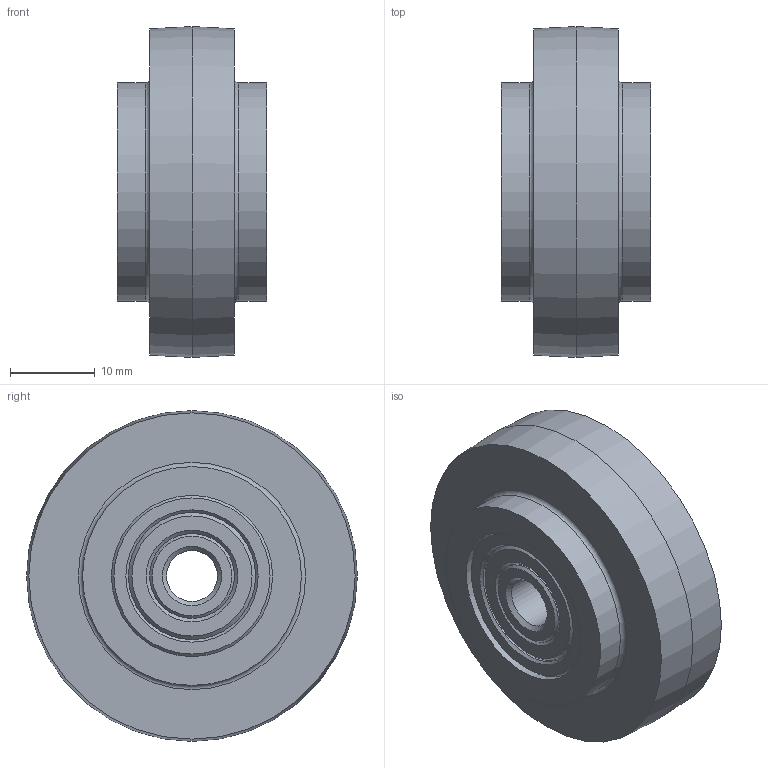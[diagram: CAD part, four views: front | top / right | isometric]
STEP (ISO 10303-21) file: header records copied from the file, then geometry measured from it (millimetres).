
FILE_DESCRIPTION(/* description */ ('STEP AP203'),/* implementation_level */ '2;1');
FILE_NAME(/* name */ 'RT39-10.stp',/* time_stamp */ '2022-07-12T13:31:32+02:00',/* author */ ('stefan.nesic'),/* organization */ (''),/* preprocessor_version */ 'ST-DEVELOPER v18.1',/* originating_system */ 'Autodesk Inventor 2021',/* authorisation */ ' ');
FILE_SCHEMA (('CONFIG_CONTROL_DESIGN'));
Length unit declared in the file: millimetre
Products named in the file (7): RT39-10; 093021_inside_middle; 093021_cover; 093021_outer_ring; 093021_ball; 093021_inner_ring; 093021_body
Assembly tree (26 placements, depth 2):
  RT39-10
    093021_inside_middle
    093021_cover  x4
    093021_outer_ring  x2
    093021_ball  x16
    093021_inner_ring  x2
    093021_body
Bounding box: 17.6 x 39 x 39 mm (x, y, z)
Volume: 14052.9 mm3; surface area: 9458.1 mm2
Topology: 26 solids, 26 shells, 103 faces, 213 edges, 134 vertices
Faces by surface type: cone 30, cylinder 27, plane 24, sphere 16, torus 6
Full cylindrical faces by diameter (mm): 6 x2, 6.3 x1, 10 x8, 12 x1, 12.7 x1, 15 x8, 19 x4, 25.8 x2
Entity records: 1758 total; most frequent: DIRECTION 321, CARTESIAN_POINT 235, ORIENTED_EDGE 186, AXIS2_PLACEMENT_3D 145, EDGE_CURVE 93, EDGE_LOOP 64, CIRCLE 62, VERTEX_POINT 59
